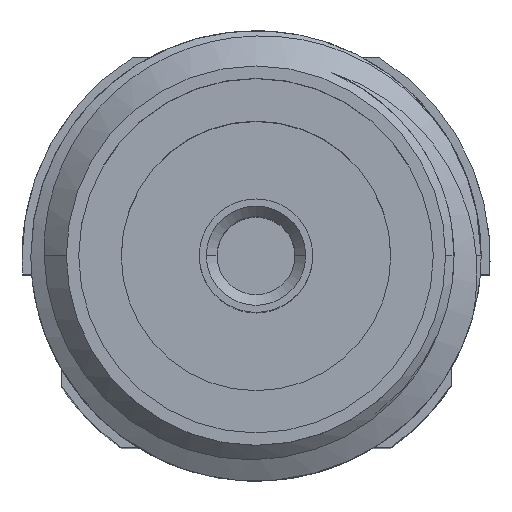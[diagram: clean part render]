
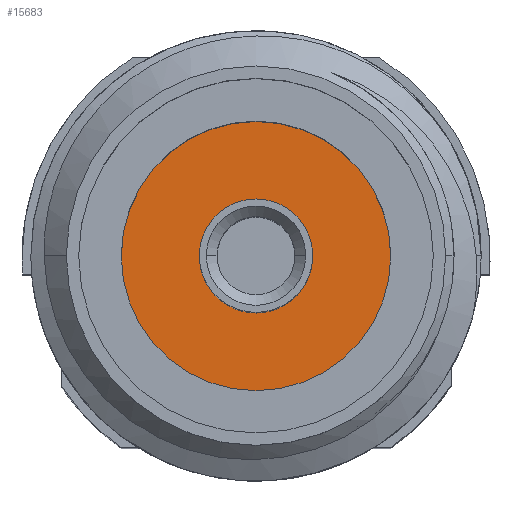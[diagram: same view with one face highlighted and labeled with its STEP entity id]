
A CAD part, top view. The second image highlights one B-rep face of the part: STEP entity #15683.
In plain terms, the highlighted planar face has unit normal (0, 0, 1).
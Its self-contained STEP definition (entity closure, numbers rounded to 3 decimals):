
#10 = DIRECTION ( 'NONE',  ( 0., 0., 1. ) ) ;
#290 = AXIS2_PLACEMENT_3D ( 'NONE', #6596, #9120, #14284 ) ;
#1123 = CARTESIAN_POINT ( 'NONE',  ( 0., 0., 9.9 ) ) ;
#1821 = CIRCLE ( 'NONE', #9913, 1.9 ) ;
#2743 = CARTESIAN_POINT ( 'NONE',  ( -0.8, 0., 9.9 ) ) ;
#2870 = EDGE_LOOP ( 'NONE', ( #8128, #16515 ) ) ;
#3347 = DIRECTION ( 'NONE',  ( 0., 0., 1. ) ) ;
#3731 = CARTESIAN_POINT ( 'NONE',  ( 0., 0., 9.9 ) ) ;
#3798 = AXIS2_PLACEMENT_3D ( 'NONE', #3731, #10, #6433 ) ;
#4016 = AXIS2_PLACEMENT_3D ( 'NONE', #7398, #3347, #11357 ) ;
#4864 = CIRCLE ( 'NONE', #3798, 0.8 ) ;
#4896 = AXIS2_PLACEMENT_3D ( 'NONE', #1123, #11329, #5002 ) ;
#5002 = DIRECTION ( 'NONE',  ( 1., 0., 0. ) ) ;
#5125 = ORIENTED_EDGE ( 'NONE', *, *, #7270, .T. ) ;
#5370 = CIRCLE ( 'NONE', #4016, 0.8 ) ;
#5475 = VERTEX_POINT ( 'NONE', #2743 ) ;
#6433 = DIRECTION ( 'NONE',  ( 1., 0., 0. ) ) ;
#6596 = CARTESIAN_POINT ( 'NONE',  ( 0., 0., 9.9 ) ) ;
#6648 = DIRECTION ( 'NONE',  ( 0., 0., 1. ) ) ;
#7270 = EDGE_CURVE ( 'NONE', #13832, #10836, #1821, .T. ) ;
#7398 = CARTESIAN_POINT ( 'NONE',  ( 0., 0., 9.9 ) ) ;
#8105 = CIRCLE ( 'NONE', #290, 1.9 ) ;
#8128 = ORIENTED_EDGE ( 'NONE', *, *, #9373, .F. ) ;
#8294 = EDGE_LOOP ( 'NONE', ( #5125, #15512 ) ) ;
#9089 = CARTESIAN_POINT ( 'NONE',  ( -1.9, 0., 9.9 ) ) ;
#9120 = DIRECTION ( 'NONE',  ( 0., 0., 1. ) ) ;
#9373 = EDGE_CURVE ( 'NONE', #13337, #5475, #5370, .T. ) ;
#9913 = AXIS2_PLACEMENT_3D ( 'NONE', #11626, #6648, #13312 ) ;
#10836 = VERTEX_POINT ( 'NONE', #9089 ) ;
#10842 = CARTESIAN_POINT ( 'NONE',  ( 1.9, 0., 9.9 ) ) ;
#11244 = FACE_OUTER_BOUND ( 'NONE', #8294, .T. ) ;
#11329 = DIRECTION ( 'NONE',  ( 0., 0., 1. ) ) ;
#11357 = DIRECTION ( 'NONE',  ( 1., 0., 0. ) ) ;
#11626 = CARTESIAN_POINT ( 'NONE',  ( 0., 0., 9.9 ) ) ;
#12682 = FACE_BOUND ( 'NONE', #2870, .T. ) ;
#13312 = DIRECTION ( 'NONE',  ( 1., 0., 0. ) ) ;
#13337 = VERTEX_POINT ( 'NONE', #15644 ) ;
#13832 = VERTEX_POINT ( 'NONE', #10842 ) ;
#14284 = DIRECTION ( 'NONE',  ( 1., 0., 0. ) ) ;
#15512 = ORIENTED_EDGE ( 'NONE', *, *, #16638, .T. ) ;
#15644 = CARTESIAN_POINT ( 'NONE',  ( 0.8, 0., 9.9 ) ) ;
#15683 = ADVANCED_FACE ( 'NONE', ( #12682, #11244 ), #16416, .T. ) ;
#16416 = PLANE ( 'NONE',  #4896 ) ;
#16515 = ORIENTED_EDGE ( 'NONE', *, *, #16550, .F. ) ;
#16550 = EDGE_CURVE ( 'NONE', #5475, #13337, #4864, .T. ) ;
#16638 = EDGE_CURVE ( 'NONE', #10836, #13832, #8105, .T. ) ;
